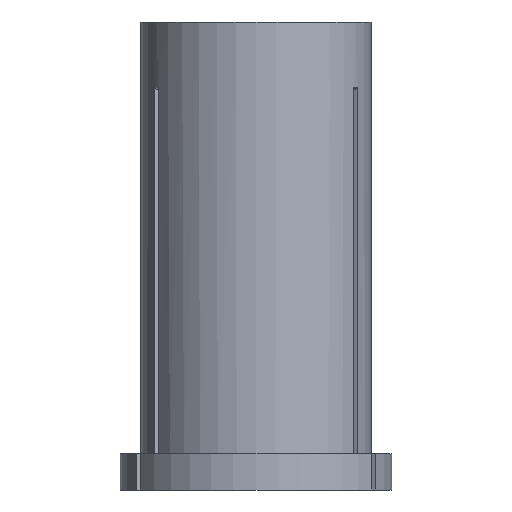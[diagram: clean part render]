
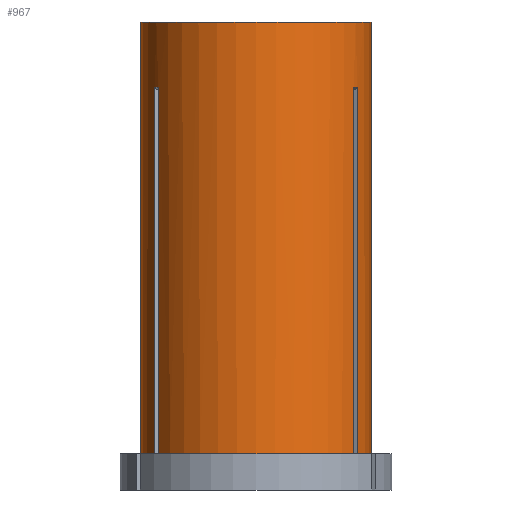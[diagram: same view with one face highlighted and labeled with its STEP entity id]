
A CAD part, front view. The second image highlights one B-rep face of the part: STEP entity #967.
In plain terms, the highlighted cylindrical face has radius 15.875 mm (diameter 31.75 mm), a partial arc.
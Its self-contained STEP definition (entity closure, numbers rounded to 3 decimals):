
#2 = VERTEX_POINT ( 'NONE', #150 ) ;
#3 = EDGE_CURVE ( 'NONE', #1193, #2, #380, .T. ) ;
#14 = ORIENTED_EDGE ( 'NONE', *, *, #513, .T. ) ;
#23 = EDGE_CURVE ( 'NONE', #1232, #1120, #741, .T. ) ;
#42 = DIRECTION ( 'NONE',  ( 0., 0., 1. ) ) ;
#49 = CARTESIAN_POINT ( 'NONE',  ( 13.491, -8.367, 0. ) ) ;
#59 = AXIS2_PLACEMENT_3D ( 'NONE', #1114, #409, #374 ) ;
#64 = CARTESIAN_POINT ( 'NONE',  ( 0., 0., -59.6 ) ) ;
#75 = CARTESIAN_POINT ( 'NONE',  ( 15.875, 0., 0. ) ) ;
#77 = ORIENTED_EDGE ( 'NONE', *, *, #102, .T. ) ;
#88 = CARTESIAN_POINT ( 'NONE',  ( 13.913, -7.647, -9.002 ) ) ;
#100 = FACE_OUTER_BOUND ( 'NONE', #562, .T. ) ;
#102 = EDGE_CURVE ( 'NONE', #1232, #253, #757, .T. ) ;
#111 = DIRECTION ( 'NONE',  ( 0., 0., 1. ) ) ;
#150 = CARTESIAN_POINT ( 'NONE',  ( -15.875, 0., 0. ) ) ;
#156 = ORIENTED_EDGE ( 'NONE', *, *, #639, .F. ) ;
#161 = DIRECTION ( 'NONE',  ( 1., 0., 0. ) ) ;
#179 = LINE ( 'NONE', #598, #313 ) ;
#200 = ORIENTED_EDGE ( 'NONE', *, *, #495, .F. ) ;
#211 = CARTESIAN_POINT ( 'NONE',  ( -13.491, -8.367, -59.6 ) ) ;
#235 = CARTESIAN_POINT ( 'NONE',  ( -13.491, -8.367, -9.006 ) ) ;
#253 = VERTEX_POINT ( 'NONE', #878 ) ;
#255 = EDGE_CURVE ( 'NONE', #978, #443, #1294, .T. ) ;
#261 = VECTOR ( 'NONE', #767, 1000. ) ;
#307 = VERTEX_POINT ( 'NONE', #1163 ) ;
#313 = VECTOR ( 'NONE', #1317, 1000. ) ;
#323 = ORIENTED_EDGE ( 'NONE', *, *, #478, .T. ) ;
#330 = VECTOR ( 'NONE', #951, 1000. ) ;
#348 = CARTESIAN_POINT ( 'NONE',  ( -13.664, -8.083, -9. ) ) ;
#349 = CIRCLE ( 'NONE', #394, 15.875 ) ;
#353 = CARTESIAN_POINT ( 'NONE',  ( -13.991, -7.501, -59.6 ) ) ;
#354 = AXIS2_PLACEMENT_3D ( 'NONE', #873, #111, #1365 ) ;
#357 = CARTESIAN_POINT ( 'NONE',  ( 15.875, 0., 0. ) ) ;
#364 = VECTOR ( 'NONE', #42, 1000. ) ;
#368 = CARTESIAN_POINT ( 'NONE',  ( -13.491, -8.367, 0. ) ) ;
#374 = DIRECTION ( 'NONE',  ( 1., 0., 0. ) ) ;
#380 = LINE ( 'NONE', #692, #1205 ) ;
#394 = AXIS2_PLACEMENT_3D ( 'NONE', #1060, #1373, #844 ) ;
#404 = DIRECTION ( 'NONE',  ( 1., 0., 0. ) ) ;
#409 = DIRECTION ( 'NONE',  ( 0., 0., 1. ) ) ;
#411 = CARTESIAN_POINT ( 'NONE',  ( 13.991, -7.501, -9.006 ) ) ;
#414 = ORIENTED_EDGE ( 'NONE', *, *, #965, .T. ) ;
#423 = B_SPLINE_CURVE_WITH_KNOTS ( 'NONE', 3,
 ( #676, #678, #997, #348, #1000, #804 ),
 .UNSPECIFIED., .F., .F.,
 ( 4, 2, 4 ),
 ( 0.089, 0.09, 0.09 ),
 .UNSPECIFIED. ) ;
#443 = VERTEX_POINT ( 'NONE', #614 ) ;
#469 = VERTEX_POINT ( 'NONE', #1326 ) ;
#478 = EDGE_CURVE ( 'NONE', #443, #1169, #555, .T. ) ;
#488 = EDGE_CURVE ( 'NONE', #564, #307, #800, .T. ) ;
#495 = EDGE_CURVE ( 'NONE', #2, #1169, #349, .T. ) ;
#499 = DIRECTION ( 'NONE',  ( 0., 0., 1. ) ) ;
#513 = EDGE_CURVE ( 'NONE', #469, #1267, #1062, .T. ) ;
#551 = CYLINDRICAL_SURFACE ( 'NONE', #855, 15.875 ) ;
#555 = LINE ( 'NONE', #75, #330 ) ;
#562 = EDGE_LOOP ( 'NONE', ( #920, #573, #822, #1085, #1211, #77, #414, #14, #156, #983, #323, #200 ) ) ;
#564 = VERTEX_POINT ( 'NONE', #353 ) ;
#573 = ORIENTED_EDGE ( 'NONE', *, *, #832, .T. ) ;
#598 = CARTESIAN_POINT ( 'NONE',  ( 13.991, -7.501, 0. ) ) ;
#610 = CARTESIAN_POINT ( 'NONE',  ( 0., 0., 0. ) ) ;
#614 = CARTESIAN_POINT ( 'NONE',  ( 15.875, 0., -59.6 ) ) ;
#637 = CARTESIAN_POINT ( 'NONE',  ( 13.751, -7.938, -8.998 ) ) ;
#639 = EDGE_CURVE ( 'NONE', #978, #1267, #179, .T. ) ;
#655 = CARTESIAN_POINT ( 'NONE',  ( -15.875, 0., -59.6 ) ) ;
#658 = CARTESIAN_POINT ( 'NONE',  ( 13.491, -8.367, -9.006 ) ) ;
#676 = CARTESIAN_POINT ( 'NONE',  ( -13.991, -7.501, -9.006 ) ) ;
#677 = AXIS2_PLACEMENT_3D ( 'NONE', #64, #1135, #404 ) ;
#678 = CARTESIAN_POINT ( 'NONE',  ( -13.912, -7.648, -9.002 ) ) ;
#692 = CARTESIAN_POINT ( 'NONE',  ( -15.875, 0., 0. ) ) ;
#741 = LINE ( 'NONE', #368, #364 ) ;
#757 = CIRCLE ( 'NONE', #677, 15.875 ) ;
#767 = DIRECTION ( 'NONE',  ( 0., 0., 1. ) ) ;
#800 = LINE ( 'NONE', #1366, #261 ) ;
#804 = CARTESIAN_POINT ( 'NONE',  ( -13.491, -8.367, -9.006 ) ) ;
#820 = DIRECTION ( 'NONE',  ( 0., 0., 1. ) ) ;
#822 = ORIENTED_EDGE ( 'NONE', *, *, #488, .T. ) ;
#832 = EDGE_CURVE ( 'NONE', #1193, #564, #1136, .T. ) ;
#844 = DIRECTION ( 'NONE',  ( 1., 0., 0. ) ) ;
#855 = AXIS2_PLACEMENT_3D ( 'NONE', #610, #499, #161 ) ;
#873 = CARTESIAN_POINT ( 'NONE',  ( 0., 0., -59.6 ) ) ;
#878 = CARTESIAN_POINT ( 'NONE',  ( 13.491, -8.367, -59.6 ) ) ;
#882 = EDGE_CURVE ( 'NONE', #307, #1120, #423, .T. ) ;
#895 = VECTOR ( 'NONE', #820, 1000. ) ;
#920 = ORIENTED_EDGE ( 'NONE', *, *, #3, .F. ) ;
#933 = CARTESIAN_POINT ( 'NONE',  ( 13.991, -7.501, -59.6 ) ) ;
#951 = DIRECTION ( 'NONE',  ( 0., 0., 1. ) ) ;
#957 = CARTESIAN_POINT ( 'NONE',  ( 13.58, -8.224, -9.002 ) ) ;
#965 = EDGE_CURVE ( 'NONE', #253, #469, #1008, .T. ) ;
#967 = ADVANCED_FACE ( 'NONE', ( #100 ), #551, .T. ) ;
#978 = VERTEX_POINT ( 'NONE', #933 ) ;
#983 = ORIENTED_EDGE ( 'NONE', *, *, #255, .T. ) ;
#997 = CARTESIAN_POINT ( 'NONE',  ( -13.831, -7.794, -9. ) ) ;
#1000 = CARTESIAN_POINT ( 'NONE',  ( -13.579, -8.226, -9.002 ) ) ;
#1008 = LINE ( 'NONE', #49, #895 ) ;
#1060 = CARTESIAN_POINT ( 'NONE',  ( 0., 0., 0. ) ) ;
#1062 = B_SPLINE_CURVE_WITH_KNOTS ( 'NONE', 3,
 ( #658, #957, #637, #88, #411 ),
 .UNSPECIFIED., .F., .F.,
 ( 4, 1, 4 ),
 ( 0.098, 0.098, 0.099 ),
 .UNSPECIFIED. ) ;
#1085 = ORIENTED_EDGE ( 'NONE', *, *, #882, .T. ) ;
#1096 = DIRECTION ( 'NONE',  ( 0., 0., 1. ) ) ;
#1114 = CARTESIAN_POINT ( 'NONE',  ( 0., 0., -59.6 ) ) ;
#1120 = VERTEX_POINT ( 'NONE', #235 ) ;
#1135 = DIRECTION ( 'NONE',  ( 0., 0., 1. ) ) ;
#1136 = CIRCLE ( 'NONE', #354, 15.875 ) ;
#1145 = CARTESIAN_POINT ( 'NONE',  ( 13.991, -7.501, -9.006 ) ) ;
#1163 = CARTESIAN_POINT ( 'NONE',  ( -13.991, -7.501, -9.006 ) ) ;
#1169 = VERTEX_POINT ( 'NONE', #357 ) ;
#1193 = VERTEX_POINT ( 'NONE', #655 ) ;
#1205 = VECTOR ( 'NONE', #1096, 1000. ) ;
#1211 = ORIENTED_EDGE ( 'NONE', *, *, #23, .F. ) ;
#1232 = VERTEX_POINT ( 'NONE', #211 ) ;
#1267 = VERTEX_POINT ( 'NONE', #1145 ) ;
#1294 = CIRCLE ( 'NONE', #59, 15.875 ) ;
#1317 = DIRECTION ( 'NONE',  ( 0., 0., 1. ) ) ;
#1326 = CARTESIAN_POINT ( 'NONE',  ( 13.491, -8.367, -9.006 ) ) ;
#1365 = DIRECTION ( 'NONE',  ( 1., 0., 0. ) ) ;
#1366 = CARTESIAN_POINT ( 'NONE',  ( -13.991, -7.501, 0. ) ) ;
#1373 = DIRECTION ( 'NONE',  ( 0., 0., 1. ) ) ;
